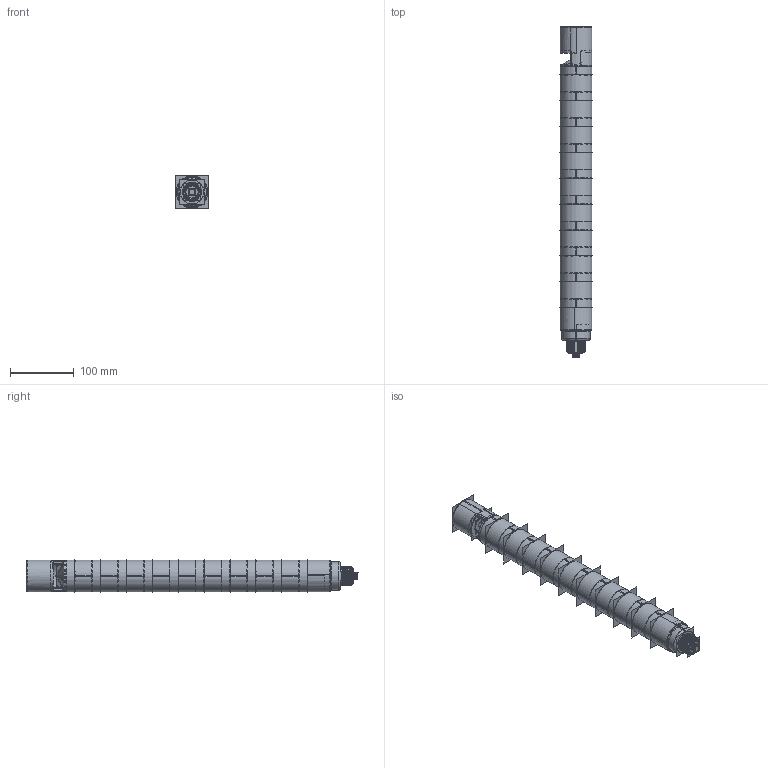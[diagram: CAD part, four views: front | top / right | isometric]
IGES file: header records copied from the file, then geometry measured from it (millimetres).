
Start section:  PTC IGES file: 205837_sm01.igs
Global section: file name: 205837_sm01.igs; native system: Creo Parametric by PTC Inc.; preprocessor: 2022414; author: banengservice; organization: Unknown; date: 20250605.155309; units: millimetre
Bounding box: 52 x 522.41 x 52.04 mm (x, y, z)
Volume: 943988.9 mm3; surface area: 416710.4 mm2
Topology: 1 solids, 1 shells, 818 faces, 4118 edges, 5161 vertices
Faces by surface type: bspline 424, revolution 394
